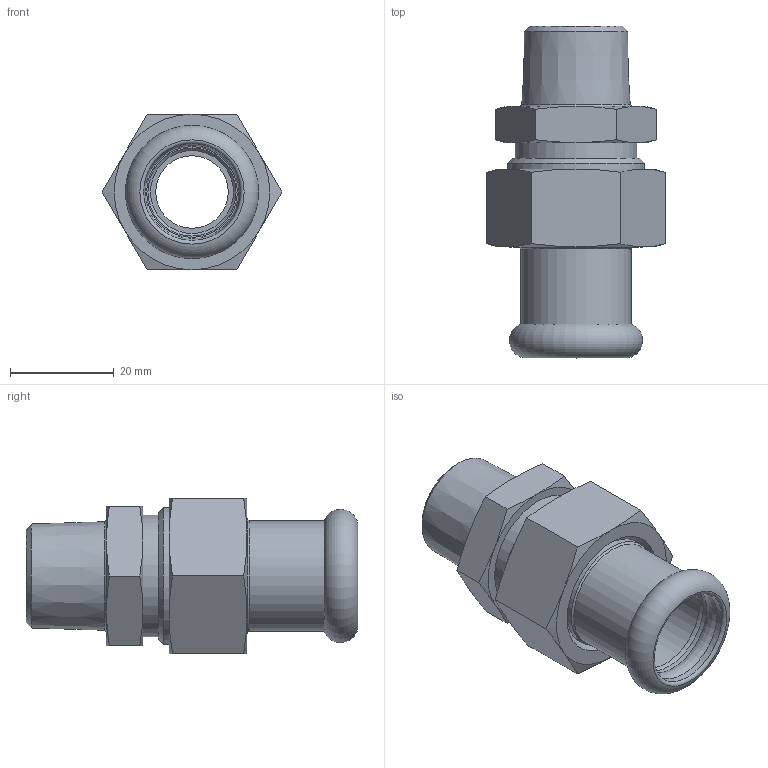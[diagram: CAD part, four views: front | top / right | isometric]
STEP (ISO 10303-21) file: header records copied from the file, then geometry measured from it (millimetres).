
FILE_DESCRIPTION(/* description */ ('BOCCHETTONE SEDE PIANA FILETTATO MASCHIO 18x1/2"'),/* implementation_level */ '2;1');
FILE_NAME(/* name */ '384018000_Steelpres.stp',/* time_stamp */ '2022-10-21T16:21:23+02:00',/* author */ ('Vault'),/* organization */ ('Raccorderie metalliche s.p.a. '),/* preprocessor_version */ 'ST-DEVELOPER v18.1',/* originating_system */ 'Autodesk Inventor 2020',/* authorisation */ 'Raccorderie metalliche s.p.a. ');
FILE_SCHEMA (('AUTOMOTIVE_DESIGN { 1 0 10303 214 3 1 1 }'));
Length unit declared in the file: millimetre
Products named in the file (1): 384018000_Steelpres
Bounding box: 34.64 x 64 x 30 mm (x, y, z)
Volume: 18300.4 mm3; surface area: 11607.2 mm2
Topology: 1 solids, 1 shells, 85 faces, 205 edges, 132 vertices
Faces by surface type: cone 36, plane 26, cylinder 14, torus 9
Full cylindrical faces by diameter (mm): 14 x1, 15 x1, 16 x1, 18.3 x1, 18.7 x2, 21.3 x1, 22 x2, 22.2 x1, 23.5 x1, 24 x1, 24.4 x1, 26.44 x1
Entity records: 2523 total; most frequent: CARTESIAN_POINT 519, DIRECTION 448, ORIENTED_EDGE 410, EDGE_CURVE 205, AXIS2_PLACEMENT_3D 205, VERTEX_POINT 132, CIRCLE 119, EDGE_LOOP 97
